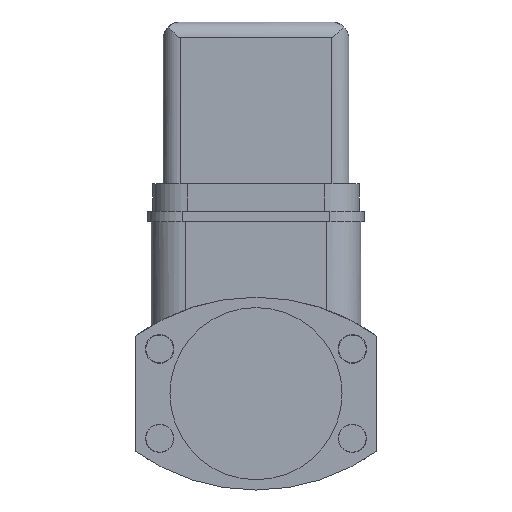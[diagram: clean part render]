
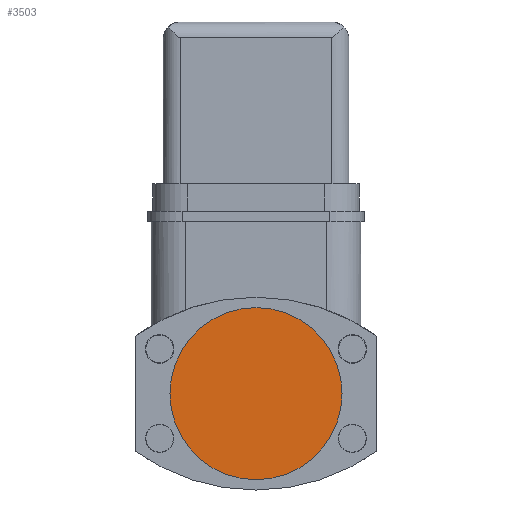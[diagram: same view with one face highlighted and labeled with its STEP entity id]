
A CAD part, front view. The second image highlights one B-rep face of the part: STEP entity #3503.
In plain terms, the highlighted planar face has unit normal (0, -1, 0).
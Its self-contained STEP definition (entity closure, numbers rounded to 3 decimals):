
#1405 = VERTEX_POINT( '', #3762 );
#1963 = VERTEX_POINT( '', #4380 );
#2623 = EDGE_CURVE( '', #1963, #1405, #5109, .T. );
#3457 = EDGE_CURVE( '', #1405, #1963, #6029, .T. );
#3503 = ADVANCED_FACE( '', ( #6083 ), #6084, .F. );
#3762 = CARTESIAN_POINT( '', ( -12.5, -9.5, 0. ) );
#4380 = CARTESIAN_POINT( '', ( 12.5, -9.5, 0. ) );
#5109 = CIRCLE( '', #8599, 12.5 );
#6029 = CIRCLE( '', #10125, 12.5 );
#6083 = FACE_OUTER_BOUND( '', #10194, .T. );
#6084 = PLANE( '', #10195 );
#8599 = AXIS2_PLACEMENT_3D( '', #11985, #11986, #11987 );
#10125 = AXIS2_PLACEMENT_3D( '', #13013, #13014, #13015 );
#10194 = EDGE_LOOP( '', ( #13093, #13094 ) );
#10195 = AXIS2_PLACEMENT_3D( '', #13095, #13096, #13097 );
#11985 = CARTESIAN_POINT( '', ( 0., -9.5, 0. ) );
#11986 = DIRECTION( '', ( 0., -1., 0. ) );
#11987 = DIRECTION( '', ( 1., 0., 0. ) );
#13013 = CARTESIAN_POINT( '', ( 0., -9.5, 0. ) );
#13014 = DIRECTION( '', ( 0., -1., 0. ) );
#13015 = DIRECTION( '', ( 1., 0., 0. ) );
#13093 = ORIENTED_EDGE( '', *, *, #2623, .T. );
#13094 = ORIENTED_EDGE( '', *, *, #3457, .T. );
#13095 = CARTESIAN_POINT( '', ( 0., -9.5, 0. ) );
#13096 = DIRECTION( '', ( 0., 1., 0. ) );
#13097 = DIRECTION( '', ( 0., 0., 1. ) );
